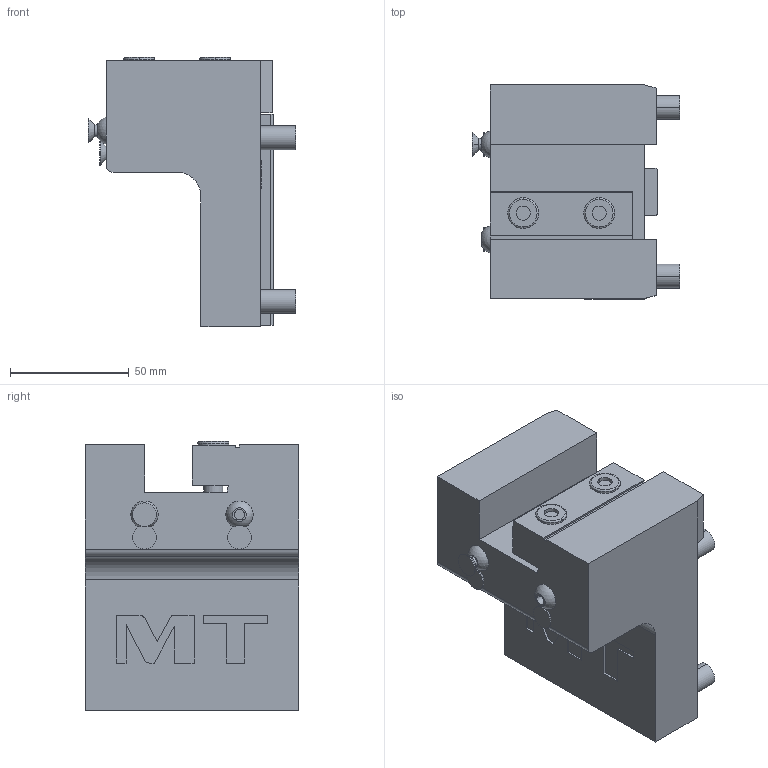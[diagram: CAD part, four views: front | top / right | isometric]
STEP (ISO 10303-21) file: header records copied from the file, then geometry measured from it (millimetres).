
FILE_DESCRIPTION((''),'2;1');
FILE_NAME('NKM0412000_CONF','2023-03-08T10:04:44',('sterribile'),('M.T. srl'),'CREO PARAMETRIC BY PTC INC, 2021072','CREO PARAMETRIC BY PTC INC, 2021072','');
FILE_SCHEMA(('CONFIG_CONTROL_DESIGN'));
Length unit declared in the file: millimetre
Products named in the file (1): NKM0412000_CONF
Bounding box: 87.55 x 90 x 113.35 mm (x, y, z)
Volume: 412460.4 mm3; surface area: 49429.7 mm2
Topology: 1 solids, 1 shells, 129 faces, 310 edges, 204 vertices
Faces by surface type: plane 77, cylinder 34, torus 8, cone 6, sphere 2, extrusion 2
Entity records: 3829 total; most frequent: CARTESIAN_POINT 684, DIRECTION 656, ORIENTED_EDGE 620, EDGE_CURVE 310, AXIS2_PLACEMENT_3D 225, VECTOR 206, LINE 204, VERTEX_POINT 204
